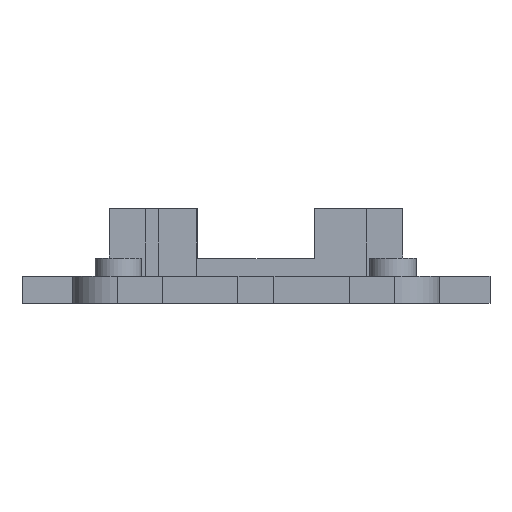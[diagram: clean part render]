
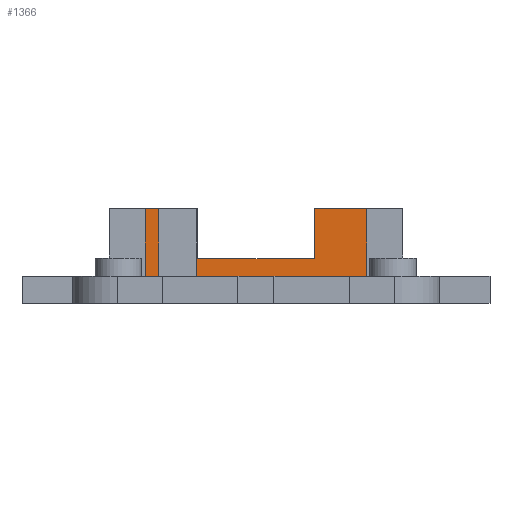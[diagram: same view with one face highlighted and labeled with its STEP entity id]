
A CAD part, front view. The second image highlights one B-rep face of the part: STEP entity #1366.
In plain terms, the highlighted planar face has unit normal (0, -1, 0).
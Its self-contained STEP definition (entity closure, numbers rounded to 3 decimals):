
#58=FACE_OUTER_BOUND('',#133,.T.);
#133=EDGE_LOOP('',(#983,#984,#985,#986,#987,#988,#989,#990));
#265=LINE('',#2016,#447);
#269=LINE('',#2024,#451);
#273=LINE('',#2031,#455);
#274=LINE('',#2034,#456);
#275=LINE('',#2036,#457);
#276=LINE('',#2038,#458);
#277=LINE('',#2040,#459);
#278=LINE('',#2041,#460);
#447=VECTOR('',#1605,10.);
#451=VECTOR('',#1611,10.);
#455=VECTOR('',#1617,10.);
#456=VECTOR('',#1620,10.);
#457=VECTOR('',#1621,10.);
#458=VECTOR('',#1622,10.);
#459=VECTOR('',#1623,10.);
#460=VECTOR('',#1624,10.);
#627=VERTEX_POINT('',#2012);
#629=VERTEX_POINT('',#2015);
#632=VERTEX_POINT('',#2023);
#634=VERTEX_POINT('',#2028);
#635=VERTEX_POINT('',#2033);
#636=VERTEX_POINT('',#2035);
#637=VERTEX_POINT('',#2037);
#638=VERTEX_POINT('',#2039);
#765=EDGE_CURVE('',#629,#627,#265,.T.);
#769=EDGE_CURVE('',#632,#629,#269,.T.);
#773=EDGE_CURVE('',#634,#632,#273,.T.);
#774=EDGE_CURVE('',#635,#627,#274,.T.);
#775=EDGE_CURVE('',#635,#636,#275,.T.);
#776=EDGE_CURVE('',#636,#637,#276,.T.);
#777=EDGE_CURVE('',#638,#637,#277,.T.);
#778=EDGE_CURVE('',#634,#638,#278,.T.);
#983=ORIENTED_EDGE('',*,*,#773,.T.);
#984=ORIENTED_EDGE('',*,*,#769,.T.);
#985=ORIENTED_EDGE('',*,*,#765,.T.);
#986=ORIENTED_EDGE('',*,*,#774,.F.);
#987=ORIENTED_EDGE('',*,*,#775,.T.);
#988=ORIENTED_EDGE('',*,*,#776,.T.);
#989=ORIENTED_EDGE('',*,*,#777,.F.);
#990=ORIENTED_EDGE('',*,*,#778,.F.);
#1302=PLANE('',#1444);
#1366=ADVANCED_FACE('',(#58),#1302,.F.);
#1444=AXIS2_PLACEMENT_3D('',#2032,#1618,#1619);
#1605=DIRECTION('',(0.,0.,1.));
#1611=DIRECTION('',(-1.,0.,0.));
#1617=DIRECTION('',(0.,0.,-1.));
#1618=DIRECTION('center_axis',(0.,1.,0.));
#1619=DIRECTION('ref_axis',(1.,0.,0.));
#1620=DIRECTION('',(1.,0.,0.));
#1621=DIRECTION('',(0.,0.,-1.));
#1622=DIRECTION('',(1.,0.,0.));
#1623=DIRECTION('',(0.,0.,-1.));
#1624=DIRECTION('',(1.,0.,0.));
#2012=CARTESIAN_POINT('',(6.933,36.5,3.733));
#2015=CARTESIAN_POINT('',(6.933,36.5,0.95));
#2016=CARTESIAN_POINT('',(6.933,36.5,2.342));
#2023=CARTESIAN_POINT('',(13.433,36.5,0.95));
#2024=CARTESIAN_POINT('',(8.733,36.5,0.95));
#2028=CARTESIAN_POINT('',(13.433,36.5,3.733));
#2031=CARTESIAN_POINT('',(13.433,36.5,3.992));
#2032=CARTESIAN_POINT('Origin',(4.033,36.5,3.733));
#2033=CARTESIAN_POINT('',(4.033,36.5,3.733));
#2034=CARTESIAN_POINT('',(7.108,36.5,3.733));
#2035=CARTESIAN_POINT('',(4.033,36.5,0.));
#2036=CARTESIAN_POINT('',(4.033,36.5,3.733));
#2037=CARTESIAN_POINT('',(16.333,36.5,0.));
#2038=CARTESIAN_POINT('',(7.108,36.5,0.));
#2039=CARTESIAN_POINT('',(16.333,36.5,3.733));
#2040=CARTESIAN_POINT('',(16.333,36.5,3.733));
#2041=CARTESIAN_POINT('',(7.108,36.5,3.733));
